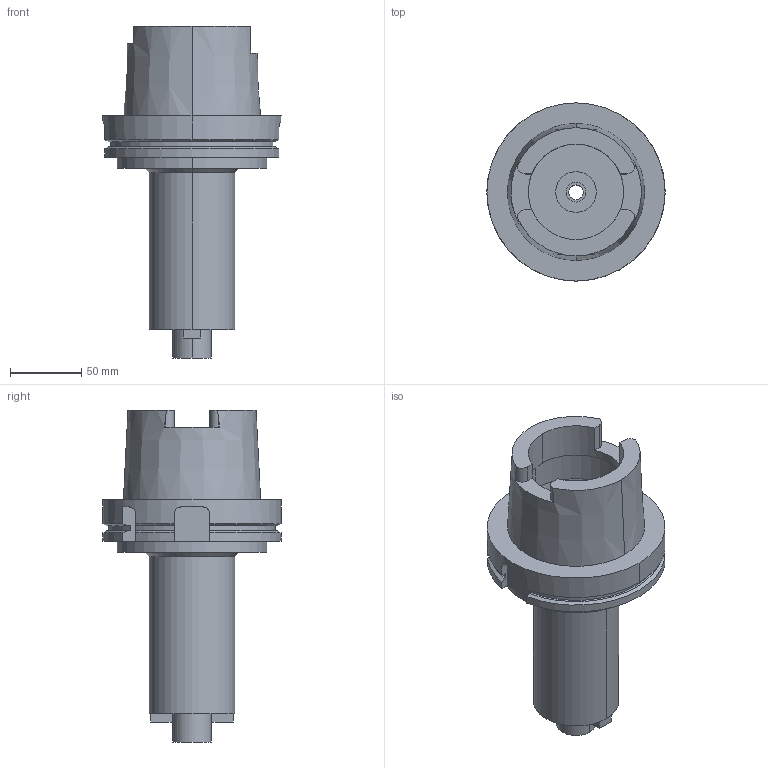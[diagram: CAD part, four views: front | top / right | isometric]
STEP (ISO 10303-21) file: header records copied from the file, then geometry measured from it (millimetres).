
FILE_DESCRIPTION((''),'2;1');
FILE_NAME('HSK-A125-FMH27A-60-150','2018-12-05T',('ykawabe'),(''),'CREO PARAMETRIC BY PTC INC, 2016380','CREO PARAMETRIC BY PTC INC, 2016380','');
FILE_SCHEMA(('AUTOMOTIVE_DESIGN { 1 0 10303 214 1 1 1 1 }'));
Length unit declared in the file: millimetre
Products named in the file (1): HSK-A125-FMH27A-60-150
Bounding box: 125 x 125 x 233 mm (x, y, z)
Volume: 806334 mm3; surface area: 106983.8 mm2
Topology: 1 solids, 1 shells, 103 faces, 274 edges, 182 vertices
Faces by surface type: plane 48, cylinder 41, cone 12, torus 2
Entity records: 4427 total; most frequent: CARTESIAN_POINT 695, DIRECTION 578, ORIENTED_EDGE 548, PRESENTATION_STYLE_ASSIGNMENT 279, STYLED_ITEM 279, CURVE_STYLE 278, EDGE_CURVE 274, AXIS2_PLACEMENT_3D 221
